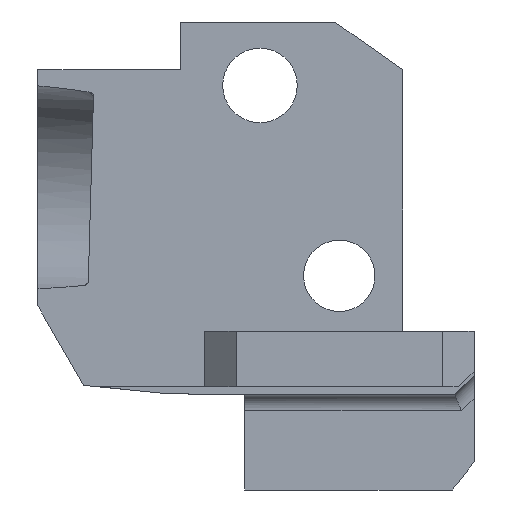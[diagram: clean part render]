
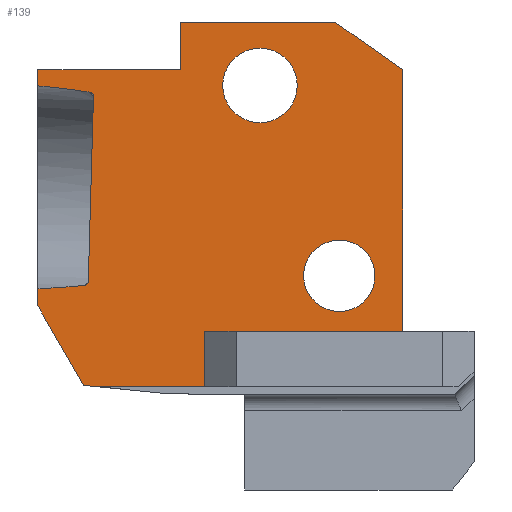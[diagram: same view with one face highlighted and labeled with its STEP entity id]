
A CAD part, left-side view. The second image highlights one B-rep face of the part: STEP entity #139.
In plain terms, the highlighted planar face has unit normal (-1, 0, 0).
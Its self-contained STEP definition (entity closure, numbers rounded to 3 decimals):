
#36=B_SPLINE_CURVE_WITH_KNOTS('',3,(#1737,#1738,#1739,#1740,#1741,#1742,
#1743,#1744,#1745,#1746,#1747,#1748,#1749,#1750,#1751,#1752),
 .UNSPECIFIED.,.F.,.F.,(4,3,3,3,3,4),(0.,0.227,0.453,
0.697,0.944,1.),.UNSPECIFIED.);
#37=B_SPLINE_CURVE_WITH_KNOTS('',3,(#1756,#1757,#1758,#1759,#1760,#1761,
#1762,#1763,#1764,#1765,#1766,#1767,#1768,#1769,#1770,#1771),
 .UNSPECIFIED.,.F.,.F.,(4,3,3,3,3,4),(0.,0.225,0.448,
0.69,0.938,1.),.UNSPECIFIED.);
#41=ELLIPSE('',#1165,19.011,6.5);
#42=ELLIPSE('',#1166,19.011,6.5);
#139=ADVANCED_FACE('',(#234,#235,#236),#184,.F.);
#184=PLANE('',#1171);
#218=CIRCLE('',#1167,2.35);
#219=CIRCLE('',#1168,2.35);
#220=CIRCLE('',#1169,2.25);
#221=CIRCLE('',#1170,2.25);
#234=FACE_BOUND('',#275,.T.);
#235=FACE_BOUND('',#276,.T.);
#236=FACE_BOUND('',#277,.T.);
#275=EDGE_LOOP('',(#487,#488,#489,#490,#491,#492,#493,#494,#495,#496,#497,
#498,#499,#500,#501,#502,#503));
#276=EDGE_LOOP('',(#504,#505));
#277=EDGE_LOOP('',(#506,#507));
#487=ORIENTED_EDGE('',*,*,#812,.T.);
#488=ORIENTED_EDGE('',*,*,#813,.F.);
#489=ORIENTED_EDGE('',*,*,#701,.T.);
#490=ORIENTED_EDGE('',*,*,#811,.F.);
#491=ORIENTED_EDGE('',*,*,#809,.F.);
#492=ORIENTED_EDGE('',*,*,#807,.F.);
#493=ORIENTED_EDGE('',*,*,#805,.F.);
#494=ORIENTED_EDGE('',*,*,#803,.F.);
#495=ORIENTED_EDGE('',*,*,#800,.T.);
#496=ORIENTED_EDGE('',*,*,#814,.F.);
#497=ORIENTED_EDGE('',*,*,#815,.F.);
#498=ORIENTED_EDGE('',*,*,#816,.F.);
#499=ORIENTED_EDGE('',*,*,#817,.F.);
#500=ORIENTED_EDGE('',*,*,#818,.F.);
#501=ORIENTED_EDGE('',*,*,#798,.T.);
#502=ORIENTED_EDGE('',*,*,#796,.F.);
#503=ORIENTED_EDGE('',*,*,#789,.F.);
#504=ORIENTED_EDGE('',*,*,#819,.F.);
#505=ORIENTED_EDGE('',*,*,#820,.F.);
#506=ORIENTED_EDGE('',*,*,#821,.F.);
#507=ORIENTED_EDGE('',*,*,#822,.F.);
#600=VERTEX_POINT('',#1508);
#602=VERTEX_POINT('',#1511);
#669=VERTEX_POINT('',#1685);
#670=VERTEX_POINT('',#1687);
#674=VERTEX_POINT('',#1701);
#675=VERTEX_POINT('',#1705);
#676=VERTEX_POINT('',#1707);
#677=VERTEX_POINT('',#1709);
#678=VERTEX_POINT('',#1715);
#679=VERTEX_POINT('',#1719);
#680=VERTEX_POINT('',#1723);
#681=VERTEX_POINT('',#1727);
#682=VERTEX_POINT('',#1733);
#683=VERTEX_POINT('',#1736);
#684=VERTEX_POINT('',#1753);
#685=VERTEX_POINT('',#1755);
#686=VERTEX_POINT('',#1772);
#687=VERTEX_POINT('',#1775);
#688=VERTEX_POINT('',#1776);
#689=VERTEX_POINT('',#1779);
#690=VERTEX_POINT('',#1780);
#701=EDGE_CURVE('',#602,#600,#851,.T.);
#789=EDGE_CURVE('',#669,#670,#913,.T.);
#796=EDGE_CURVE('',#670,#674,#920,.T.);
#798=EDGE_CURVE('',#675,#674,#922,.T.);
#800=EDGE_CURVE('',#677,#676,#923,.T.);
#803=EDGE_CURVE('',#677,#678,#926,.T.);
#805=EDGE_CURVE('',#678,#679,#928,.T.);
#807=EDGE_CURVE('',#679,#680,#930,.T.);
#809=EDGE_CURVE('',#680,#681,#932,.T.);
#811=EDGE_CURVE('',#681,#600,#934,.T.);
#812=EDGE_CURVE('',#669,#682,#935,.T.);
#813=EDGE_CURVE('',#602,#682,#936,.T.);
#814=EDGE_CURVE('',#683,#676,#41,.T.);
#815=EDGE_CURVE('',#684,#683,#36,.T.);
#816=EDGE_CURVE('',#685,#684,#937,.T.);
#817=EDGE_CURVE('',#686,#685,#37,.T.);
#818=EDGE_CURVE('',#675,#686,#42,.T.);
#819=EDGE_CURVE('',#687,#688,#218,.T.);
#820=EDGE_CURVE('',#688,#687,#219,.T.);
#821=EDGE_CURVE('',#689,#690,#220,.T.);
#822=EDGE_CURVE('',#690,#689,#221,.T.);
#851=LINE('',#1510,#960);
#913=LINE('',#1686,#1022);
#920=LINE('',#1700,#1029);
#922=LINE('',#1704,#1031);
#923=LINE('',#1708,#1032);
#926=LINE('',#1714,#1035);
#928=LINE('',#1718,#1037);
#930=LINE('',#1722,#1039);
#932=LINE('',#1726,#1041);
#934=LINE('',#1730,#1043);
#935=LINE('',#1732,#1044);
#936=LINE('',#1734,#1045);
#937=LINE('',#1754,#1046);
#960=VECTOR('',#1209,1.);
#1022=VECTOR('',#1363,1.);
#1029=VECTOR('',#1376,1.);
#1031=VECTOR('',#1380,1.);
#1032=VECTOR('',#1383,1.);
#1035=VECTOR('',#1390,1.);
#1037=VECTOR('',#1394,1.);
#1039=VECTOR('',#1398,1.);
#1041=VECTOR('',#1402,1.);
#1043=VECTOR('',#1406,1.);
#1044=VECTOR('',#1409,1.);
#1045=VECTOR('',#1410,1.);
#1046=VECTOR('',#1413,1.);
#1165=AXIS2_PLACEMENT_3D('',#1735,#1411,#1412);
#1166=AXIS2_PLACEMENT_3D('',#1773,#1414,#1415);
#1167=AXIS2_PLACEMENT_3D('',#1774,#1416,#1417);
#1168=AXIS2_PLACEMENT_3D('',#1777,#1418,#1419);
#1169=AXIS2_PLACEMENT_3D('',#1778,#1420,#1421);
#1170=AXIS2_PLACEMENT_3D('',#1781,#1422,#1423);
#1171=AXIS2_PLACEMENT_3D('',#1782,#1424,#1425);
#1209=DIRECTION('',(0.,-1.,0.));
#1363=DIRECTION('',(0.,0.995,0.1));
#1376=DIRECTION('',(0.,0.5,0.866));
#1380=DIRECTION('',(0.,0.,-1.));
#1383=DIRECTION('',(0.,0.,-1.));
#1390=DIRECTION('',(0.,-1.,0.));
#1394=DIRECTION('',(0.,0.,1.));
#1398=DIRECTION('',(0.,-1.,0.));
#1402=DIRECTION('',(0.,-0.819,-0.574));
#1406=DIRECTION('',(0.,0.,-1.));
#1409=DIRECTION('',(0.,-1.,0.));
#1410=DIRECTION('',(0.,0.,-1.));
#1411=DIRECTION('',(-1.,0.,0.));
#1412=DIRECTION('',(0.,-1.,-0.028));
#1413=DIRECTION('',(0.,-0.028,1.));
#1414=DIRECTION('',(-1.,0.,0.));
#1415=DIRECTION('',(0.,-1.,-0.028));
#1416=DIRECTION('',(-1.,0.,0.));
#1417=DIRECTION('',(0.,0.,-1.));
#1418=DIRECTION('',(-1.,0.,0.));
#1419=DIRECTION('',(0.,0.,1.));
#1420=DIRECTION('',(-1.,0.,0.));
#1421=DIRECTION('',(0.,0.,-1.));
#1422=DIRECTION('',(-1.,0.,0.));
#1423=DIRECTION('',(0.,0.,1.));
#1424=DIRECTION('',(1.,0.,0.));
#1425=DIRECTION('',(0.,0.,-1.));
#1508=CARTESIAN_POINT('',(0.,0.,0.));
#1510=CARTESIAN_POINT('',(0.,12.5,0.));
#1511=CARTESIAN_POINT('',(0.,12.5,0.));
#1685=CARTESIAN_POINT('',(0.,19.12,-3.5));
#1686=CARTESIAN_POINT('',(0.,19.12,-3.5));
#1687=CARTESIAN_POINT('',(0.,20.113,-3.4));
#1700=CARTESIAN_POINT('',(0.,20.113,-3.4));
#1701=CARTESIAN_POINT('',(0.,23.,1.6));
#1704=CARTESIAN_POINT('',(0.,23.,2.692));
#1705=CARTESIAN_POINT('',(0.,23.,2.692));
#1707=CARTESIAN_POINT('',(0.,23.,15.472));
#1708=CARTESIAN_POINT('',(0.,23.,16.5));
#1709=CARTESIAN_POINT('',(0.,23.,16.5));
#1714=CARTESIAN_POINT('',(0.,23.,16.5));
#1715=CARTESIAN_POINT('',(0.,14.,16.5));
#1718=CARTESIAN_POINT('',(0.,14.,16.5));
#1719=CARTESIAN_POINT('',(0.,14.,19.5));
#1722=CARTESIAN_POINT('',(0.,14.,19.5));
#1723=CARTESIAN_POINT('',(0.,4.284,19.5));
#1726=CARTESIAN_POINT('',(0.,4.284,19.5));
#1727=CARTESIAN_POINT('',(0.,0.,16.5));
#1730=CARTESIAN_POINT('',(0.,0.,16.5));
#1732=CARTESIAN_POINT('',(0.,19.12,-3.5));
#1733=CARTESIAN_POINT('',(0.,12.5,-3.5));
#1734=CARTESIAN_POINT('',(0.,12.5,0.));
#1735=CARTESIAN_POINT('',(0.,26.517,9.169));
#1736=CARTESIAN_POINT('',(0.,19.702,15.071));
#1737=CARTESIAN_POINT('',(0.,19.496,14.822));
#1738=CARTESIAN_POINT('',(0.,19.495,14.849));
#1739=CARTESIAN_POINT('',(0.,19.499,14.876));
#1740=CARTESIAN_POINT('',(0.,19.507,14.901));
#1741=CARTESIAN_POINT('',(0.,19.515,14.926));
#1742=CARTESIAN_POINT('',(0.,19.528,14.95));
#1743=CARTESIAN_POINT('',(0.,19.543,14.971));
#1744=CARTESIAN_POINT('',(0.,19.56,14.994));
#1745=CARTESIAN_POINT('',(0.,19.581,15.015));
#1746=CARTESIAN_POINT('',(0.,19.604,15.031));
#1747=CARTESIAN_POINT('',(0.,19.627,15.047));
#1748=CARTESIAN_POINT('',(0.,19.654,15.06));
#1749=CARTESIAN_POINT('',(0.,19.682,15.067));
#1750=CARTESIAN_POINT('',(0.,19.689,15.068));
#1751=CARTESIAN_POINT('',(0.,19.695,15.07));
#1752=CARTESIAN_POINT('',(0.,19.702,15.071));
#1753=CARTESIAN_POINT('',(0.,19.496,14.822));
#1754=CARTESIAN_POINT('',(0.,19.821,3.133));
#1755=CARTESIAN_POINT('',(0.,19.821,3.133));
#1756=CARTESIAN_POINT('',(0.,20.041,2.896));
#1757=CARTESIAN_POINT('',(0.,20.015,2.899));
#1758=CARTESIAN_POINT('',(0.,19.989,2.906));
#1759=CARTESIAN_POINT('',(0.,19.965,2.918));
#1760=CARTESIAN_POINT('',(0.,19.942,2.929));
#1761=CARTESIAN_POINT('',(0.,19.92,2.944));
#1762=CARTESIAN_POINT('',(0.,19.901,2.962));
#1763=CARTESIAN_POINT('',(0.,19.88,2.981));
#1764=CARTESIAN_POINT('',(0.,19.863,3.004));
#1765=CARTESIAN_POINT('',(0.,19.849,3.029));
#1766=CARTESIAN_POINT('',(0.,19.836,3.054));
#1767=CARTESIAN_POINT('',(0.,19.827,3.083));
#1768=CARTESIAN_POINT('',(0.,19.823,3.111));
#1769=CARTESIAN_POINT('',(0.,19.822,3.118));
#1770=CARTESIAN_POINT('',(0.,19.822,3.126));
#1771=CARTESIAN_POINT('',(0.,19.821,3.133));
#1772=CARTESIAN_POINT('',(0.,20.041,2.896));
#1773=CARTESIAN_POINT('',(0.,26.517,9.169));
#1774=CARTESIAN_POINT('',(0.,9.,15.5));
#1775=CARTESIAN_POINT('',(0.,9.,13.15));
#1776=CARTESIAN_POINT('',(0.,9.,17.85));
#1777=CARTESIAN_POINT('',(0.,9.,15.5));
#1778=CARTESIAN_POINT('',(0.,4.,3.5));
#1779=CARTESIAN_POINT('',(0.,4.,1.25));
#1780=CARTESIAN_POINT('',(0.,4.,5.75));
#1781=CARTESIAN_POINT('',(0.,4.,3.5));
#1782=CARTESIAN_POINT('',(0.,11.5,8.));
